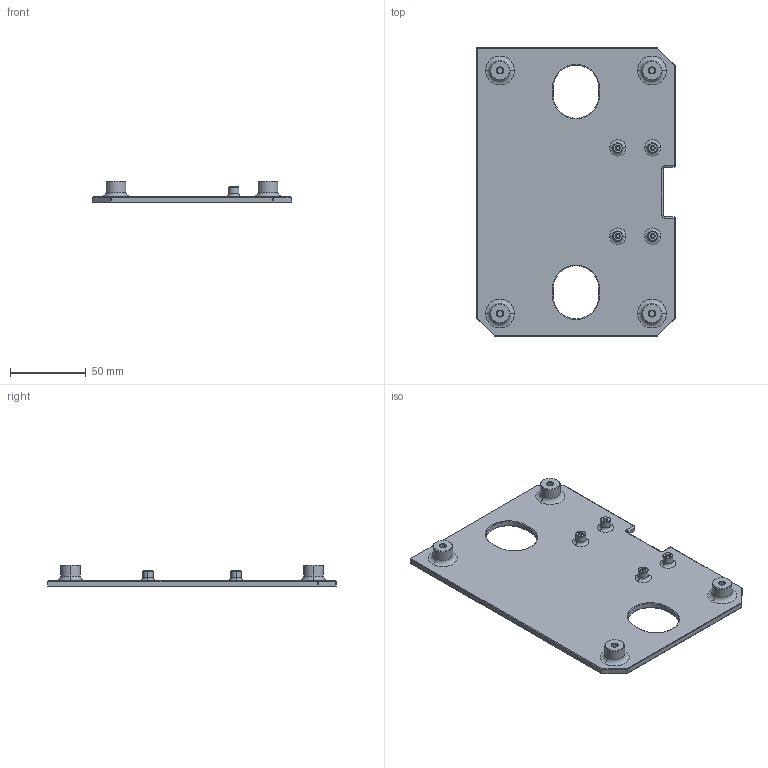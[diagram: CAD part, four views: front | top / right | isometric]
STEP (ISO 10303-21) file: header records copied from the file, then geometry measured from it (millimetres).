
FILE_DESCRIPTION (( 'STEP AP203' ), '1' );
FILE_NAME ('display_holder.STEP', '2025-01-04T12:28:44', ( '' ), ( '' ), 'SwSTEP 2.0', 'SolidWorks 2018', '' );
FILE_SCHEMA (( 'CONFIG_CONTROL_DESIGN' ));
Length unit declared in the file: millimetre
Products named in the file (1): display_holder
Bounding box: 131 x 190 x 14 mm (x, y, z)
Volume: 96714.6 mm3; surface area: 50881.4 mm2
Topology: 1 solids, 1 shells, 185 faces, 395 edges, 224 vertices
Faces by surface type: plane 57, cone 52, cylinder 52, torus 20, bspline 4
Entity records: 5410 total; most frequent: CARTESIAN_POINT 1273, DIRECTION 927, ORIENTED_EDGE 782, EDGE_CURVE 391, AXIS2_PLACEMENT_3D 366, VERTEX_POINT 224, EDGE_LOOP 205, VECTOR 195
